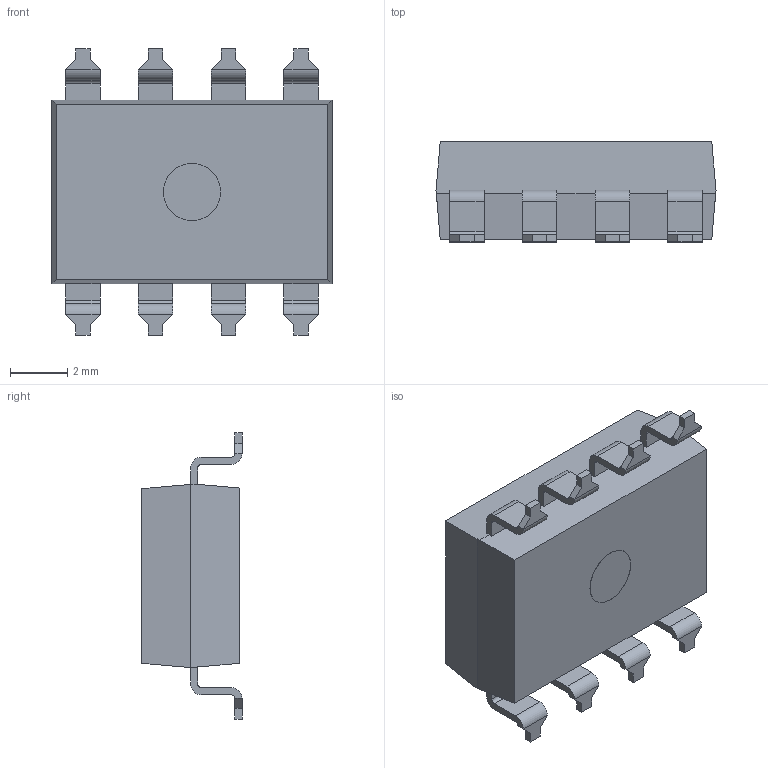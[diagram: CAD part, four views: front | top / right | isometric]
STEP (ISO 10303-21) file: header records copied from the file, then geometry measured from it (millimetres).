
FILE_DESCRIPTION((''),'2;1');
FILE_NAME('DIP-8-PIN-SMD.stp','2013-05-29T14:13:21',('odafonseca'),(''),'Autodesk Inventor 2013','Autodesk Inventor 2013','');
FILE_SCHEMA(('AUTOMOTIVE_DESIGN { 1 0 10303 214 1 1 1 1 }'));
Length unit declared in the file: millimetre
Products named in the file (1): DIP-8-PIN-SMD
Bounding box: 9.78 x 3.5 x 10 mm (x, y, z)
Volume: 211.8 mm3; surface area: 293 mm2
Topology: 1 solids, 1 shells, 280 faces, 742 edges, 478 vertices
Faces by surface type: plane 166, bspline 80, cylinder 34
Full cylindrical faces by diameter (mm): 1 x1, 2 x1
Entity records: 9276 total; most frequent: CARTESIAN_POINT 2539, ORIENTED_EDGE 1480, DIRECTION 1050, EDGE_CURVE 740, VECTOR 512, LINE 512, VERTEX_POINT 478, EDGE_LOOP 296
